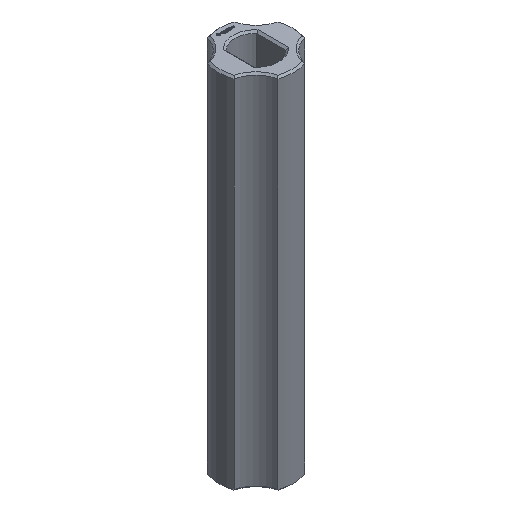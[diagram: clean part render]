
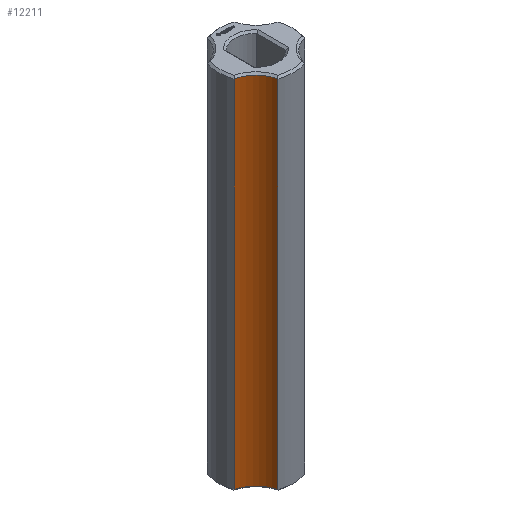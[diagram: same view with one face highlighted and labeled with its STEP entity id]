
A CAD part, isometric view. The second image highlights one B-rep face of the part: STEP entity #12211.
In plain terms, the highlighted cylindrical face has radius 5 mm (diameter 10 mm), a partial arc.
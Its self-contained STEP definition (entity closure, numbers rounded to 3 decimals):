
#189 = CYLINDRICAL_SURFACE('',#190,6.25);
#190 = AXIS2_PLACEMENT_3D('',#191,#192,#193);
#191 = CARTESIAN_POINT('',(0.,0.,0.));
#192 = DIRECTION('',(-0.,-0.,-1.));
#193 = DIRECTION('',(1.,0.,0.));
#625 = EDGE_CURVE('',#626,#628,#630,.T.);
#626 = VERTEX_POINT('',#627);
#627 = CARTESIAN_POINT('',(-2.225,-5.841,0.3));
#628 = VERTEX_POINT('',#629);
#629 = CARTESIAN_POINT('',(-2.225,-5.841,59.075));
#630 = SURFACE_CURVE('',#631,(#635,#642),.PCURVE_S1.);
#631 = LINE('',#632,#633);
#632 = CARTESIAN_POINT('',(-2.225,-5.841,0.));
#633 = VECTOR('',#634,1.);
#634 = DIRECTION('',(0.,0.,1.));
#635 = PCURVE('',#189,#636);
#636 = DEFINITIONAL_REPRESENTATION('',(#637),#641);
#637 = LINE('',#638,#639);
#638 = CARTESIAN_POINT('',(-4.348,0.));
#639 = VECTOR('',#640,1.);
#640 = DIRECTION('',(-0.,-1.));
#641 = ( GEOMETRIC_REPRESENTATION_CONTEXT(2) 
PARAMETRIC_REPRESENTATION_CONTEXT() REPRESENTATION_CONTEXT('2D SPACE',''
  ) );
#642 = PCURVE('',#643,#648);
#643 = CYLINDRICAL_SURFACE('',#644,5.);
#644 = AXIS2_PLACEMENT_3D('',#645,#646,#647);
#645 = CARTESIAN_POINT('',(-7.071,-7.071,0.));
#646 = DIRECTION('',(-0.,-0.,-1.));
#647 = DIRECTION('',(1.,0.,0.));
#648 = DEFINITIONAL_REPRESENTATION('',(#649),#653);
#649 = LINE('',#650,#651);
#650 = CARTESIAN_POINT('',(-0.249,0.));
#651 = VECTOR('',#652,1.);
#652 = DIRECTION('',(-0.,-1.));
#653 = ( GEOMETRIC_REPRESENTATION_CONTEXT(2) 
PARAMETRIC_REPRESENTATION_CONTEXT() REPRESENTATION_CONTEXT('2D SPACE',''
  ) );
#832 = CONICAL_SURFACE('',#833,5.,0.785);
#833 = AXIS2_PLACEMENT_3D('',#834,#835,#836);
#834 = CARTESIAN_POINT('',(-7.071,-7.071,0.3));
#835 = DIRECTION('',(-0.,-0.,-1.));
#836 = DIRECTION('',(0.969,0.246,0.));
#1149 = CONICAL_SURFACE('',#1150,5.,0.785);
#1150 = AXIS2_PLACEMENT_3D('',#1151,#1152,#1153);
#1151 = CARTESIAN_POINT('',(-7.071,-7.071,59.075));
#1152 = DIRECTION('',(0.,0.,1.));
#1153 = DIRECTION('',(0.969,0.246,0.));
#12211 = ADVANCED_FACE('',(#12212),#643,.F.);
#12212 = FACE_BOUND('',#12213,.T.);
#12213 = EDGE_LOOP('',(#12214,#12215,#12239,#12267));
#12214 = ORIENTED_EDGE('',*,*,#625,.T.);
#12215 = ORIENTED_EDGE('',*,*,#12216,.T.);
#12216 = EDGE_CURVE('',#628,#12217,#12219,.T.);
#12217 = VERTEX_POINT('',#12218);
#12218 = CARTESIAN_POINT('',(-5.841,-2.225,59.075));
#12219 = SURFACE_CURVE('',#12220,(#12225,#12232),.PCURVE_S1.);
#12220 = CIRCLE('',#12221,5.);
#12221 = AXIS2_PLACEMENT_3D('',#12222,#12223,#12224);
#12222 = CARTESIAN_POINT('',(-7.071,-7.071,59.075));
#12223 = DIRECTION('',(0.,-0.,1.));
#12224 = DIRECTION('',(0.969,0.246,0.));
#12225 = PCURVE('',#643,#12226);
#12226 = DEFINITIONAL_REPRESENTATION('',(#12227),#12231);
#12227 = LINE('',#12228,#12229);
#12228 = CARTESIAN_POINT('',(-0.249,-59.075));
#12229 = VECTOR('',#12230,1.);
#12230 = DIRECTION('',(-1.,0.));
#12231 = ( GEOMETRIC_REPRESENTATION_CONTEXT(2) 
PARAMETRIC_REPRESENTATION_CONTEXT() REPRESENTATION_CONTEXT('2D SPACE',''
  ) );
#12232 = PCURVE('',#1149,#12233);
#12233 = DEFINITIONAL_REPRESENTATION('',(#12234),#12238);
#12234 = LINE('',#12235,#12236);
#12235 = CARTESIAN_POINT('',(0.,0.));
#12236 = VECTOR('',#12237,1.);
#12237 = DIRECTION('',(1.,0.));
#12238 = ( GEOMETRIC_REPRESENTATION_CONTEXT(2) 
PARAMETRIC_REPRESENTATION_CONTEXT() REPRESENTATION_CONTEXT('2D SPACE',''
  ) );
#12239 = ORIENTED_EDGE('',*,*,#12240,.F.);
#12240 = EDGE_CURVE('',#12241,#12217,#12243,.T.);
#12241 = VERTEX_POINT('',#12242);
#12242 = CARTESIAN_POINT('',(-5.841,-2.225,0.3));
#12243 = SURFACE_CURVE('',#12244,(#12248,#12255),.PCURVE_S1.);
#12244 = LINE('',#12245,#12246);
#12245 = CARTESIAN_POINT('',(-5.841,-2.225,0.));
#12246 = VECTOR('',#12247,1.);
#12247 = DIRECTION('',(0.,0.,1.));
#12248 = PCURVE('',#643,#12249);
#12249 = DEFINITIONAL_REPRESENTATION('',(#12250),#12254);
#12250 = LINE('',#12251,#12252);
#12251 = CARTESIAN_POINT('',(-1.322,0.));
#12252 = VECTOR('',#12253,1.);
#12253 = DIRECTION('',(-0.,-1.));
#12254 = ( GEOMETRIC_REPRESENTATION_CONTEXT(2) 
PARAMETRIC_REPRESENTATION_CONTEXT() REPRESENTATION_CONTEXT('2D SPACE',''
  ) );
#12255 = PCURVE('',#12256,#12261);
#12256 = CYLINDRICAL_SURFACE('',#12257,6.25);
#12257 = AXIS2_PLACEMENT_3D('',#12258,#12259,#12260);
#12258 = CARTESIAN_POINT('',(0.,0.,0.));
#12259 = DIRECTION('',(-0.,-0.,-1.));
#12260 = DIRECTION('',(1.,0.,0.));
#12261 = DEFINITIONAL_REPRESENTATION('',(#12262),#12266);
#12262 = LINE('',#12263,#12264);
#12263 = CARTESIAN_POINT('',(-3.506,0.));
#12264 = VECTOR('',#12265,1.);
#12265 = DIRECTION('',(-0.,-1.));
#12266 = ( GEOMETRIC_REPRESENTATION_CONTEXT(2) 
PARAMETRIC_REPRESENTATION_CONTEXT() REPRESENTATION_CONTEXT('2D SPACE',''
  ) );
#12267 = ORIENTED_EDGE('',*,*,#12268,.F.);
#12268 = EDGE_CURVE('',#626,#12241,#12269,.T.);
#12269 = SURFACE_CURVE('',#12270,(#12275,#12282),.PCURVE_S1.);
#12270 = CIRCLE('',#12271,5.);
#12271 = AXIS2_PLACEMENT_3D('',#12272,#12273,#12274);
#12272 = CARTESIAN_POINT('',(-7.071,-7.071,0.3));
#12273 = DIRECTION('',(0.,-0.,1.));
#12274 = DIRECTION('',(0.969,0.246,0.));
#12275 = PCURVE('',#643,#12276);
#12276 = DEFINITIONAL_REPRESENTATION('',(#12277),#12281);
#12277 = LINE('',#12278,#12279);
#12278 = CARTESIAN_POINT('',(-0.249,-0.3));
#12279 = VECTOR('',#12280,1.);
#12280 = DIRECTION('',(-1.,0.));
#12281 = ( GEOMETRIC_REPRESENTATION_CONTEXT(2) 
PARAMETRIC_REPRESENTATION_CONTEXT() REPRESENTATION_CONTEXT('2D SPACE',''
  ) );
#12282 = PCURVE('',#832,#12283);
#12283 = DEFINITIONAL_REPRESENTATION('',(#12284),#12288);
#12284 = LINE('',#12285,#12286);
#12285 = CARTESIAN_POINT('',(-0.,0.));
#12286 = VECTOR('',#12287,1.);
#12287 = DIRECTION('',(-1.,0.));
#12288 = ( GEOMETRIC_REPRESENTATION_CONTEXT(2) 
PARAMETRIC_REPRESENTATION_CONTEXT() REPRESENTATION_CONTEXT('2D SPACE',''
  ) );
